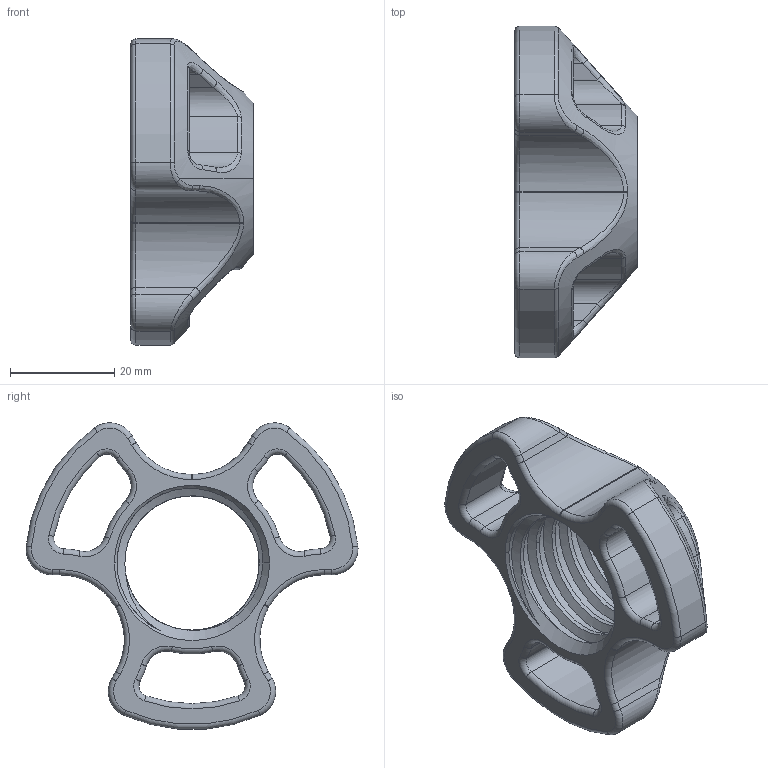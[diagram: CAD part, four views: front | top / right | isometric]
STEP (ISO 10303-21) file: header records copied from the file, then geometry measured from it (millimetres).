
FILE_DESCRIPTION((''),'2;1');
FILE_NAME('SPULENHALTER_RECHTS','2018-02-01T',('Markus'),(''),'CREO PARAMETRIC BY PTC INC, 2014440','CREO PARAMETRIC BY PTC INC, 2014440','');
FILE_SCHEMA(('CONFIG_CONTROL_DESIGN'));
Length unit declared in the file: millimetre
Products named in the file (1): SPULENHALTER_RECHTS
Bounding box: 23.5 x 63.72 x 58.78 mm (x, y, z)
Volume: 18622.4 mm3; surface area: 10282.3 mm2
Topology: 1 solids, 1 shells, 171 faces, 405 edges, 236 vertices
Faces by surface type: cylinder 57, torus 54, bspline 47, plane 8, cone 5
Entity records: 9391 total; most frequent: CARTESIAN_POINT 5654, ORIENTED_EDGE 810, DIRECTION 756, EDGE_CURVE 405, AXIS2_PLACEMENT_3D 339, VERTEX_POINT 236, CIRCLE 215, EDGE_LOOP 179
